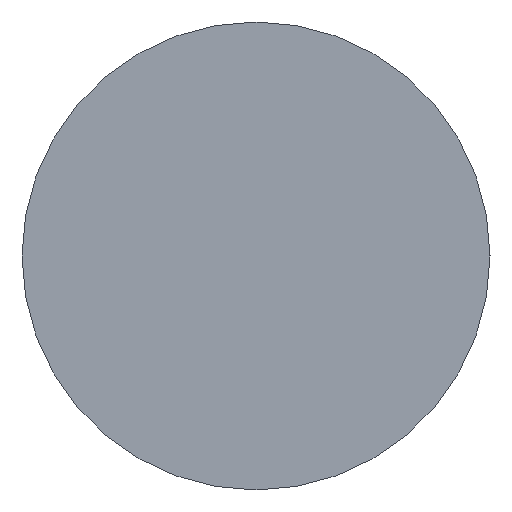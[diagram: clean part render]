
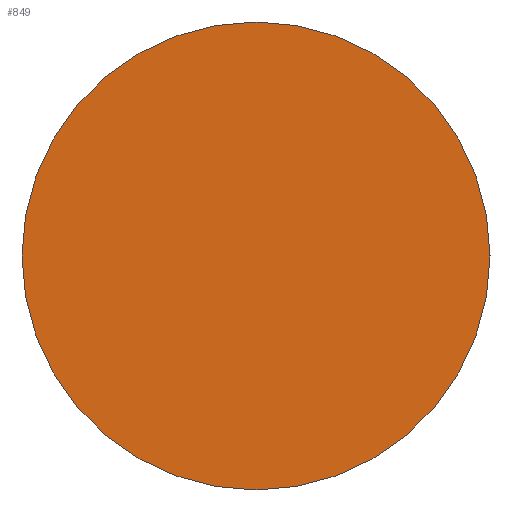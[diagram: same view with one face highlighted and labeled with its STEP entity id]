
A CAD part, front view. The second image highlights one B-rep face of the part: STEP entity #849.
In plain terms, the highlighted planar face has unit normal (0, -1, 0).
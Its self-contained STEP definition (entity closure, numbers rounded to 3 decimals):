
#66=PLANE('',#989);
#154=FACE_OUTER_BOUND('',#202,.T.);
#202=EDGE_LOOP('',(#764,#765));
#320=CIRCLE('',#987,15.);
#321=CIRCLE('',#988,15.);
#407=VERTEX_POINT('',#1557);
#408=VERTEX_POINT('',#1558);
#529=EDGE_CURVE('',#407,#408,#320,.T.);
#530=EDGE_CURVE('',#408,#407,#321,.T.);
#764=ORIENTED_EDGE('',*,*,#529,.T.);
#765=ORIENTED_EDGE('',*,*,#530,.T.);
#849=ADVANCED_FACE('',(#154),#66,.T.);
#987=AXIS2_PLACEMENT_3D('',#1559,#1247,#1248);
#988=AXIS2_PLACEMENT_3D('',#1560,#1249,#1250);
#989=AXIS2_PLACEMENT_3D('',#1562,#1252,#1253);
#1247=DIRECTION('center_axis',(0.,-1.,0.));
#1248=DIRECTION('ref_axis',(-1.,0.,0.));
#1249=DIRECTION('center_axis',(0.,-1.,0.));
#1250=DIRECTION('ref_axis',(-1.,0.,0.));
#1252=DIRECTION('center_axis',(0.,-1.,0.));
#1253=DIRECTION('ref_axis',(0.,0.,-1.));
#1557=CARTESIAN_POINT('',(-15.,0.,0.));
#1558=CARTESIAN_POINT('',(15.,0.,0.));
#1559=CARTESIAN_POINT('Origin',(0.,0.,0.));
#1560=CARTESIAN_POINT('Origin',(0.,0.,0.));
#1562=CARTESIAN_POINT('Origin',(-7.5,0.,0.));
